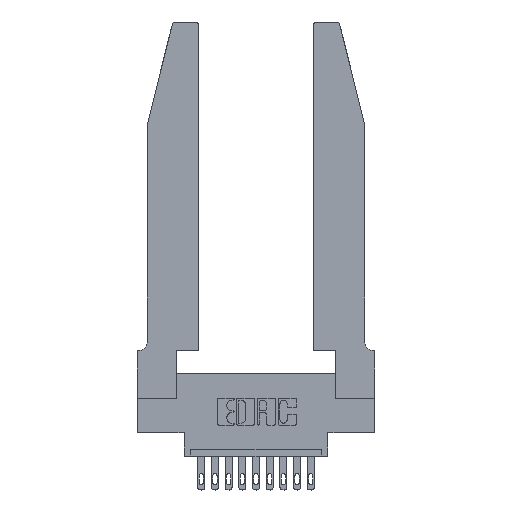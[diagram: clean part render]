
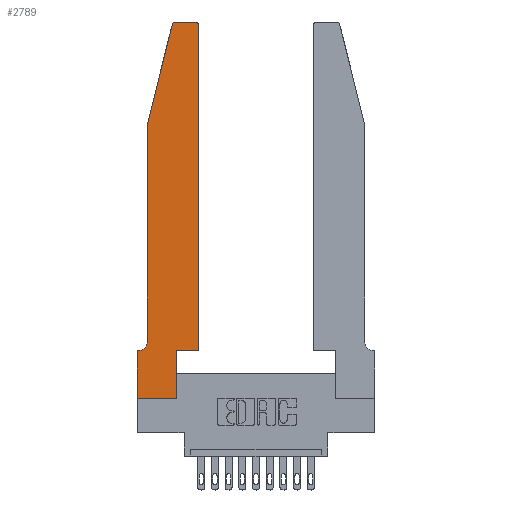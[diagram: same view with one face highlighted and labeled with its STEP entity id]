
A CAD part, top view. The second image highlights one B-rep face of the part: STEP entity #2789.
In plain terms, the highlighted planar face has unit normal (0, 0, 1).
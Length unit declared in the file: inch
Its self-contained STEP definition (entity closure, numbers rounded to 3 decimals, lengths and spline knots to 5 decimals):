
#2 = AXIS2_PLACEMENT_3D ( 'NONE', #4085, #12540, #381 ) ;
#364 = ORIENTED_EDGE ( 'NONE', *, *, #1828, .T. ) ;
#381 = DIRECTION ( 'NONE',  ( -1., 0., 0. ) ) ;
#592 = DIRECTION ( 'NONE',  ( 0., 0., 1. ) ) ;
#664 = VERTEX_POINT ( 'NONE', #15159 ) ;
#1244 = EDGE_CURVE ( 'NONE', #3641, #14911, #5265, .T. ) ;
#1339 = DIRECTION ( 'NONE',  ( 1., 0., 0. ) ) ;
#1556 = CARTESIAN_POINT ( 'NONE',  ( 0.25487, 2.72718, 0.37 ) ) ;
#1572 = PLANE ( 'NONE',  #9716 ) ;
#1828 = EDGE_CURVE ( 'NONE', #4950, #10287, #8522, .T. ) ;
#1893 = LINE ( 'NONE', #2180, #12286 ) ;
#2087 = VECTOR ( 'NONE', #15340, 39.37008 ) ;
#2180 = CARTESIAN_POINT ( 'NONE',  ( 0.0755, 2., 0.37 ) ) ;
#2334 = CARTESIAN_POINT ( 'NONE',  ( 0.4205, 2.75, 0.37 ) ) ;
#2475 = CARTESIAN_POINT ( 'NONE',  ( 0.4505, 0.35, 0.37 ) ) ;
#2789 = ADVANCED_FACE ( 'NONE', ( #4853 ), #1572, .T. ) ;
#2840 = DIRECTION ( 'NONE',  ( 0., 0., 1. ) ) ;
#2897 = CARTESIAN_POINT ( 'NONE',  ( 0., 0.35, 0.37 ) ) ;
#3068 = VERTEX_POINT ( 'NONE', #2475 ) ;
#3317 = DIRECTION ( 'NONE',  ( 1., 0., 0. ) ) ;
#3641 = VERTEX_POINT ( 'NONE', #5341 ) ;
#3734 = CARTESIAN_POINT ( 'NONE',  ( 0.284, 2.72, 0.37 ) ) ;
#3768 = ORIENTED_EDGE ( 'NONE', *, *, #14458, .T. ) ;
#4014 = DIRECTION ( 'NONE',  ( 0., -1., 0. ) ) ;
#4085 = CARTESIAN_POINT ( 'NONE',  ( 0.0055, 0.42, 0.37 ) ) ;
#4133 = DIRECTION ( 'NONE',  ( 0., 1., 0. ) ) ;
#4222 = CARTESIAN_POINT ( 'NONE',  ( 0., 0., 0.37 ) ) ;
#4233 = ORIENTED_EDGE ( 'NONE', *, *, #15566, .T. ) ;
#4449 = CARTESIAN_POINT ( 'NONE',  ( 0., 0., 0.37 ) ) ;
#4485 = CARTESIAN_POINT ( 'NONE',  ( 0.2865, 0., 0.37 ) ) ;
#4556 = ORIENTED_EDGE ( 'NONE', *, *, #1244, .T. ) ;
#4619 = VERTEX_POINT ( 'NONE', #10494 ) ;
#4742 = CARTESIAN_POINT ( 'NONE',  ( 0.2865, 0.35, 0.37 ) ) ;
#4853 = FACE_OUTER_BOUND ( 'NONE', #11356, .T. ) ;
#4950 = VERTEX_POINT ( 'NONE', #7838 ) ;
#5006 = VECTOR ( 'NONE', #1339, 39.37008 ) ;
#5153 = CARTESIAN_POINT ( 'NONE',  ( 0.0755, 2., 0.37 ) ) ;
#5265 = LINE ( 'NONE', #4449, #11407 ) ;
#5341 = CARTESIAN_POINT ( 'NONE',  ( 0., 0., 0.37 ) ) ;
#5354 = LINE ( 'NONE', #13939, #2087 ) ;
#5670 = EDGE_CURVE ( 'NONE', #7612, #4619, #14036, .T. ) ;
#5730 = AXIS2_PLACEMENT_3D ( 'NONE', #3734, #12501, #6356 ) ;
#6299 = AXIS2_PLACEMENT_3D ( 'NONE', #14382, #592, #3317 ) ;
#6313 = EDGE_CURVE ( 'NONE', #4619, #9071, #13627, .T. ) ;
#6353 = EDGE_CURVE ( 'NONE', #14911, #13907, #8193, .T. ) ;
#6356 = DIRECTION ( 'NONE',  ( 1., 0., 0. ) ) ;
#7056 = VECTOR ( 'NONE', #15210, 39.37008 ) ;
#7080 = VERTEX_POINT ( 'NONE', #15704 ) ;
#7407 = EDGE_CURVE ( 'NONE', #7080, #7971, #14152, .T. ) ;
#7475 = CARTESIAN_POINT ( 'NONE',  ( 0.4505, 0.35, 0.37 ) ) ;
#7570 = ORIENTED_EDGE ( 'NONE', *, *, #6313, .T. ) ;
#7612 = VERTEX_POINT ( 'NONE', #5153 ) ;
#7838 = CARTESIAN_POINT ( 'NONE',  ( 0.4505, 2.72, 0.37 ) ) ;
#7971 = VERTEX_POINT ( 'NONE', #1556 ) ;
#8193 = LINE ( 'NONE', #13957, #7056 ) ;
#8522 = CIRCLE ( 'NONE', #6299, 0.03 ) ;
#8646 = ORIENTED_EDGE ( 'NONE', *, *, #5670, .T. ) ;
#8794 = ORIENTED_EDGE ( 'NONE', *, *, #14178, .T. ) ;
#8807 = CARTESIAN_POINT ( 'NONE',  ( 0.4505, 0.35, 0.37 ) ) ;
#8826 = LINE ( 'NONE', #7475, #5006 ) ;
#8846 = VECTOR ( 'NONE', #4133, 39.37008 ) ;
#8893 = VECTOR ( 'NONE', #14271, 39.37008 ) ;
#9071 = VERTEX_POINT ( 'NONE', #14705 ) ;
#9595 = DIRECTION ( 'NONE',  ( -0.239, -0.971, 0. ) ) ;
#9716 = AXIS2_PLACEMENT_3D ( 'NONE', #2897, #2840, #15173 ) ;
#9853 = ORIENTED_EDGE ( 'NONE', *, *, #10686, .T. ) ;
#10239 = LINE ( 'NONE', #4222, #8893 ) ;
#10287 = VERTEX_POINT ( 'NONE', #2334 ) ;
#10494 = CARTESIAN_POINT ( 'NONE',  ( 0.0755, 0.42, 0.37 ) ) ;
#10686 = EDGE_CURVE ( 'NONE', #664, #3641, #10239, .T. ) ;
#10853 = ORIENTED_EDGE ( 'NONE', *, *, #6353, .T. ) ;
#11108 = CARTESIAN_POINT ( 'NONE',  ( 0.0755, 0.35, 0.37 ) ) ;
#11356 = EDGE_LOOP ( 'NONE', ( #8794, #12268, #3768, #8646, #7570, #4233, #9853, #4556, #10853, #11546, #13044, #364 ) ) ;
#11407 = VECTOR ( 'NONE', #15400, 39.37008 ) ;
#11546 = ORIENTED_EDGE ( 'NONE', *, *, #13509, .T. ) ;
#11562 = VECTOR ( 'NONE', #12346, 39.37008 ) ;
#11748 = LINE ( 'NONE', #11108, #11562 ) ;
#12268 = ORIENTED_EDGE ( 'NONE', *, *, #7407, .T. ) ;
#12286 = VECTOR ( 'NONE', #9595, 39.37008 ) ;
#12346 = DIRECTION ( 'NONE',  ( -1., 0., 0. ) ) ;
#12501 = DIRECTION ( 'NONE',  ( 0., 0., 1. ) ) ;
#12517 = CARTESIAN_POINT ( 'NONE',  ( 0.0755, 2., 0.37 ) ) ;
#12540 = DIRECTION ( 'NONE',  ( 0., 0., -1. ) ) ;
#12840 = VECTOR ( 'NONE', #4014, 39.37008 ) ;
#13044 = ORIENTED_EDGE ( 'NONE', *, *, #15347, .T. ) ;
#13509 = EDGE_CURVE ( 'NONE', #13907, #3068, #8826, .T. ) ;
#13627 = CIRCLE ( 'NONE', #2, 0.07 ) ;
#13907 = VERTEX_POINT ( 'NONE', #4742 ) ;
#13939 = CARTESIAN_POINT ( 'NONE',  ( 0.2605, 2.75, 0.37 ) ) ;
#13957 = CARTESIAN_POINT ( 'NONE',  ( 0.2865, 0.35, 0.37 ) ) ;
#14036 = LINE ( 'NONE', #12517, #12840 ) ;
#14152 = CIRCLE ( 'NONE', #5730, 0.03 ) ;
#14178 = EDGE_CURVE ( 'NONE', #10287, #7080, #5354, .T. ) ;
#14271 = DIRECTION ( 'NONE',  ( 0., -1., 0. ) ) ;
#14382 = CARTESIAN_POINT ( 'NONE',  ( 0.4205, 2.72, 0.37 ) ) ;
#14458 = EDGE_CURVE ( 'NONE', #7971, #7612, #1893, .T. ) ;
#14497 = LINE ( 'NONE', #8807, #8846 ) ;
#14705 = CARTESIAN_POINT ( 'NONE',  ( 0.0055, 0.35, 0.37 ) ) ;
#14911 = VERTEX_POINT ( 'NONE', #4485 ) ;
#15159 = CARTESIAN_POINT ( 'NONE',  ( 0., 0.35, 0.37 ) ) ;
#15173 = DIRECTION ( 'NONE',  ( 1., 0., 0. ) ) ;
#15210 = DIRECTION ( 'NONE',  ( 0., 1., 0. ) ) ;
#15340 = DIRECTION ( 'NONE',  ( -1., 0., 0. ) ) ;
#15347 = EDGE_CURVE ( 'NONE', #3068, #4950, #14497, .T. ) ;
#15400 = DIRECTION ( 'NONE',  ( 1., 0., 0. ) ) ;
#15566 = EDGE_CURVE ( 'NONE', #9071, #664, #11748, .T. ) ;
#15704 = CARTESIAN_POINT ( 'NONE',  ( 0.284, 2.75, 0.37 ) ) ;
